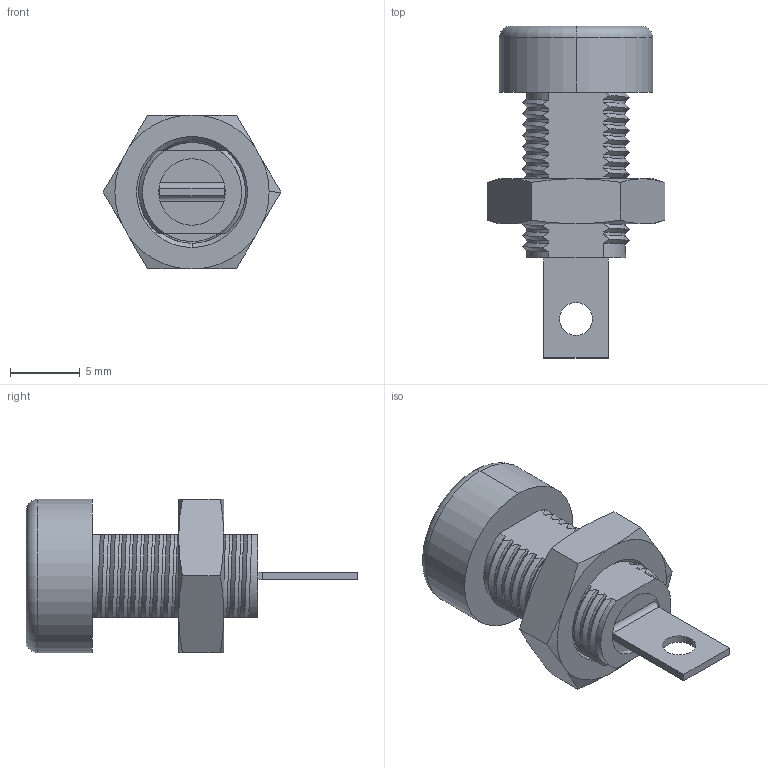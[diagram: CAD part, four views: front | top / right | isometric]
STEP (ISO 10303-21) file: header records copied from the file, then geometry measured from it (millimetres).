
FILE_DESCRIPTION (( 'STEP AP214' ), '1' );
FILE_NAME ('6092.STEP', '2007-12-10T17:27:16', ( 'Richard Maletta' ), ( '' ), 'SwSTEP 2.0', 'SolidWorks 2007', '' );
FILE_SCHEMA (( 'AUTOMOTIVE_DESIGN' ));
Length unit declared in the file: millimetre
Products named in the file (1): 6092
Bounding box: 12.76 x 23.83 x 11.05 mm (x, y, z)
Volume: 867.6 mm3; surface area: 1710.5 mm2
Topology: 3 solids, 3 shells, 156 faces, 424 edges, 276 vertices
Faces by surface type: bspline 58, cylinder 50, plane 28, cone 18, torus 2
Entity records: 27820 total; most frequent: CARTESIAN_POINT 22855, ORIENTED_EDGE 848, DIRECTION 446, EDGE_CURVE 424, VERTEX_POINT 276, EDGE_LOOP 164, UNCERTAINTY_MEASURE_WITH_UNIT 160, FILL_AREA_STYLE_COLOUR 159
